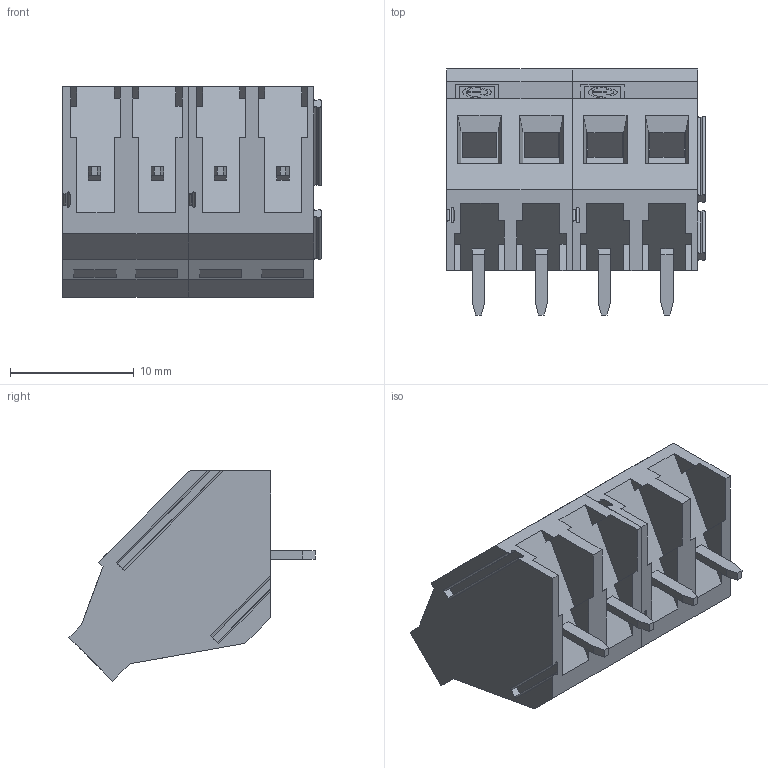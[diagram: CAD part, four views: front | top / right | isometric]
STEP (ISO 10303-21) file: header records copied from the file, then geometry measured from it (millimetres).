
FILE_DESCRIPTION(('STEP AP214'),'1');
FILE_NAME('MI254-5,08-IQ.stp','2020-11-16T14:12:02',(' '),(' '),'Spatial InterOp 3D',' ',' ');
FILE_SCHEMA(('automotive_design'));
Length unit declared in the file: metre
Products named in the file (2): 1; 2
Bounding box: 20.92 x 19.9 x 17 mm (x, y, z)
Volume: 2807 mm3; surface area: 2930.4 mm2
Topology: 2 solids, 2 shells, 304 faces, 814 edges, 540 vertices
Faces by surface type: plane 258, cylinder 44, extrusion 2
Full cylindrical faces by diameter (mm): 4 x4
Entity records: 11804 total; most frequent: CARTESIAN_POINT 1684, ORIENTED_EDGE 1612, DIRECTION 1512, EDGE_CURVE 806, VECTOR 704, LINE 702, VERTEX_POINT 536, AXIS2_PLACEMENT_3D 404
